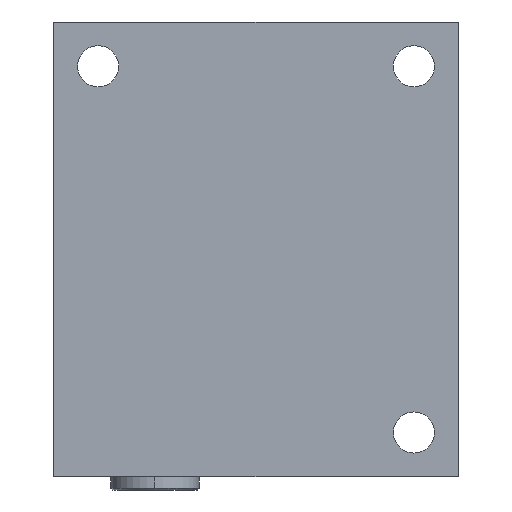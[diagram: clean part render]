
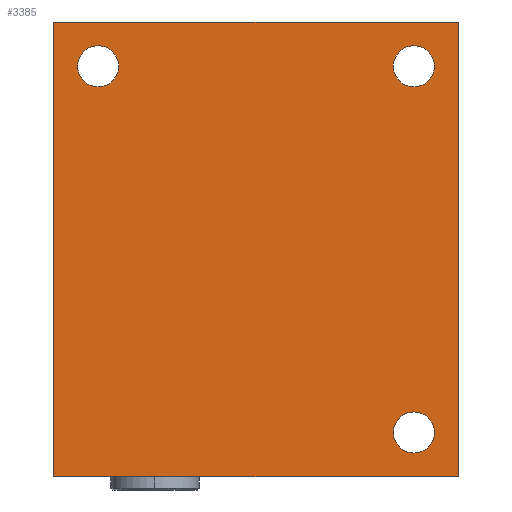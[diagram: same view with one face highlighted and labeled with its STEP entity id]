
A CAD part, left-side view. The second image highlights one B-rep face of the part: STEP entity #3385.
In plain terms, the highlighted planar face has unit normal (-1, 0, 0).
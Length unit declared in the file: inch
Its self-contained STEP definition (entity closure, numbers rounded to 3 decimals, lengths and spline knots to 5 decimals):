
#1=DIRECTION('',(0.,-1.,0.));
#2=VECTOR('',#1,4.);
#3=CARTESIAN_POINT('',(0.,0.,0.));
#4=LINE('',#3,#2);
#37=DIRECTION('',(0.,0.,1.));
#38=VECTOR('',#37,4.5);
#39=CARTESIAN_POINT('',(0.,0.,0.));
#40=LINE('',#39,#38);
#41=CARTESIAN_POINT('',(0.,-3.562,0.438));
#42=DIRECTION('',(1.,0.,0.));
#43=DIRECTION('',(0.,0.,-1.));
#44=AXIS2_PLACEMENT_3D('',#41,#42,#43);
#46=CARTESIAN_POINT('',(0.,-3.562,0.438));
#47=DIRECTION('',(1.,0.,0.));
#48=DIRECTION('',(0.,0.,1.));
#49=AXIS2_PLACEMENT_3D('',#46,#47,#48);
#51=CARTESIAN_POINT('',(0.,-0.438,4.062));
#52=DIRECTION('',(1.,0.,0.));
#53=DIRECTION('',(0.,0.,-1.));
#54=AXIS2_PLACEMENT_3D('',#51,#52,#53);
#56=CARTESIAN_POINT('',(0.,-0.438,4.062));
#57=DIRECTION('',(1.,0.,0.));
#58=DIRECTION('',(0.,0.,1.));
#59=AXIS2_PLACEMENT_3D('',#56,#57,#58);
#61=CARTESIAN_POINT('',(0.,-3.562,4.062));
#62=DIRECTION('',(1.,0.,0.));
#63=DIRECTION('',(0.,0.,-1.));
#64=AXIS2_PLACEMENT_3D('',#61,#62,#63);
#66=CARTESIAN_POINT('',(0.,-3.562,4.062));
#67=DIRECTION('',(1.,0.,0.));
#68=DIRECTION('',(0.,0.,1.));
#69=AXIS2_PLACEMENT_3D('',#66,#67,#68);
#538=DIRECTION('',(0.,0.,1.));
#539=VECTOR('',#538,4.5);
#540=CARTESIAN_POINT('',(0.,-4.,0.));
#541=LINE('',#540,#539);
#552=DIRECTION('',(0.,-1.,0.));
#553=VECTOR('',#552,4.);
#554=CARTESIAN_POINT('',(0.,0.,4.5));
#555=LINE('',#554,#553);
#2906=CARTESIAN_POINT('',(0.,0.,0.));
#2907=CARTESIAN_POINT('',(0.,-4.,0.));
#2908=VERTEX_POINT('',#2906);
#2909=VERTEX_POINT('',#2907);
#2914=CARTESIAN_POINT('',(0.,0.,4.5));
#2915=CARTESIAN_POINT('',(0.,-4.,4.5));
#2916=VERTEX_POINT('',#2914);
#2917=VERTEX_POINT('',#2915);
#3251=CARTESIAN_POINT('',(0.,-3.562,0.235));
#3252=CARTESIAN_POINT('',(0.,-3.562,0.641));
#3253=VERTEX_POINT('',#3251);
#3254=VERTEX_POINT('',#3252);
#3263=CARTESIAN_POINT('',(0.,-0.438,3.859));
#3264=CARTESIAN_POINT('',(0.,-0.438,4.265));
#3265=VERTEX_POINT('',#3263);
#3266=VERTEX_POINT('',#3264);
#3275=CARTESIAN_POINT('',(0.,-3.562,3.859));
#3276=CARTESIAN_POINT('',(0.,-3.562,4.265));
#3277=VERTEX_POINT('',#3275);
#3278=VERTEX_POINT('',#3276);
#3353=CARTESIAN_POINT('',(0.,0.,0.));
#3354=DIRECTION('',(-1.,0.,0.));
#3355=DIRECTION('',(0.,-1.,0.));
#3356=AXIS2_PLACEMENT_3D('',#3353,#3354,#3355);
#3357=PLANE('',#3356);
#3358=ORIENTED_EDGE('',*,*,#3330,.F.);
#3360=ORIENTED_EDGE('',*,*,#3359,.T.);
#3362=ORIENTED_EDGE('',*,*,#3361,.T.);
#3364=ORIENTED_EDGE('',*,*,#3363,.F.);
#3365=EDGE_LOOP('',(#3358,#3360,#3362,#3364));
#3366=FACE_OUTER_BOUND('',#3365,.F.);
#3368=ORIENTED_EDGE('',*,*,#3367,.F.);
#3370=ORIENTED_EDGE('',*,*,#3369,.F.);
#3371=EDGE_LOOP('',(#3368,#3370));
#3372=FACE_BOUND('',#3371,.F.);
#3374=ORIENTED_EDGE('',*,*,#3373,.F.);
#3376=ORIENTED_EDGE('',*,*,#3375,.F.);
#3377=EDGE_LOOP('',(#3374,#3376));
#3378=FACE_BOUND('',#3377,.F.);
#3380=ORIENTED_EDGE('',*,*,#3379,.F.);
#3382=ORIENTED_EDGE('',*,*,#3381,.F.);
#3383=EDGE_LOOP('',(#3380,#3382));
#3384=FACE_BOUND('',#3383,.F.);
#3385=ADVANCED_FACE('',(#3366,#3372,#3378,#3384),#3357,.T.);
#45=CIRCLE('',#44,0.203);
#50=CIRCLE('',#49,0.203);
#55=CIRCLE('',#54,0.203);
#60=CIRCLE('',#59,0.203);
#65=CIRCLE('',#64,0.203);
#70=CIRCLE('',#69,0.203);
#3330=EDGE_CURVE('',#2908,#2909,#4,.T.);
#3359=EDGE_CURVE('',#2908,#2916,#40,.T.);
#3361=EDGE_CURVE('',#2916,#2917,#555,.T.);
#3363=EDGE_CURVE('',#2909,#2917,#541,.T.);
#3367=EDGE_CURVE('',#3253,#3254,#45,.T.);
#3369=EDGE_CURVE('',#3254,#3253,#50,.T.);
#3373=EDGE_CURVE('',#3265,#3266,#55,.T.);
#3375=EDGE_CURVE('',#3266,#3265,#60,.T.);
#3379=EDGE_CURVE('',#3277,#3278,#65,.T.);
#3381=EDGE_CURVE('',#3278,#3277,#70,.T.);
